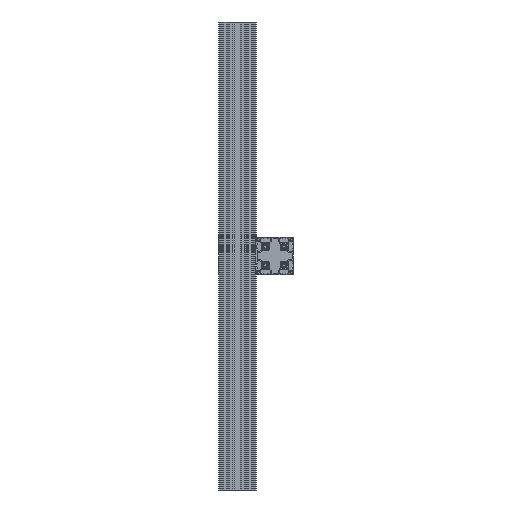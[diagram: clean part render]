
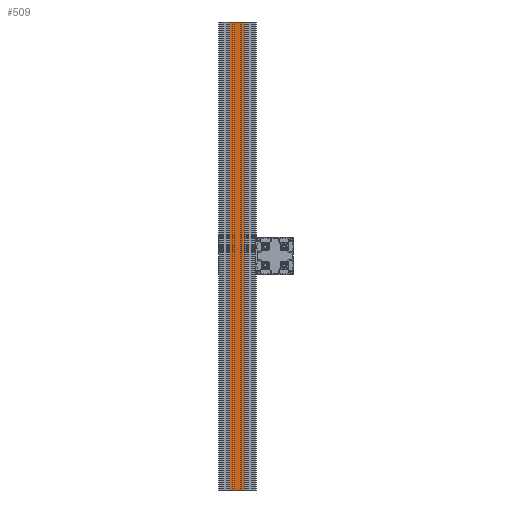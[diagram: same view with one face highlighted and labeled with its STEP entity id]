
A CAD part, left-side view. The second image highlights one B-rep face of the part: STEP entity #509.
In plain terms, the highlighted planar face has unit normal (-1, 0, 0).
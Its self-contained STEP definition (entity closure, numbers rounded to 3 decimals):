
#453=CARTESIAN_POINT('',(-40.,-15.9,1000.));
#454=VERTEX_POINT('',#453);
#461=CARTESIAN_POINT('',(-40.,-15.9,0.));
#462=VERTEX_POINT('',#461);
#463=CARTESIAN_POINT('',(-40.,-15.9,0.));
#464=DIRECTION('',(0.,0.,1.));
#465=VECTOR('',#464,10000.);
#466=LINE('',#463,#465);
#467=EDGE_CURVE('',#462,#454,#466,.T.);
#479=CARTESIAN_POINT('',(-40.,0.,0.));
#480=DIRECTION('',(-1.,0.,0.));
#481=DIRECTION('',(0.,-1.,0.));
#482=AXIS2_PLACEMENT_3D('',#479,#480,#481);
#483=PLANE('',#482);
#484=CARTESIAN_POINT('',(-40.,15.9,1000.));
#485=VERTEX_POINT('',#484);
#486=CARTESIAN_POINT('',(-40.,-302.1,1000.));
#487=DIRECTION('',(0.,1.,0.));
#488=VECTOR('',#487,318.);
#489=LINE('',#486,#488);
#490=EDGE_CURVE('',#454,#485,#489,.T.);
#491=ORIENTED_EDGE('',*,*,#490,.T.);
#492=CARTESIAN_POINT('',(-40.,15.9,0.));
#493=VERTEX_POINT('',#492);
#494=CARTESIAN_POINT('',(-40.,15.9,0.));
#495=DIRECTION('',(0.,0.,1.));
#496=VECTOR('',#495,10000.);
#497=LINE('',#494,#496);
#498=EDGE_CURVE('',#493,#485,#497,.T.);
#499=ORIENTED_EDGE('',*,*,#498,.F.);
#500=CARTESIAN_POINT('',(-40.,15.9,0.));
#501=DIRECTION('',(0.,-1.,0.));
#502=VECTOR('',#501,318.);
#503=LINE('',#500,#502);
#504=EDGE_CURVE('',#493,#462,#503,.T.);
#505=ORIENTED_EDGE('',*,*,#504,.T.);
#506=ORIENTED_EDGE('',*,*,#467,.T.);
#507=EDGE_LOOP('',(#491,#499,#505,#506));
#508=FACE_BOUND('',#507,.T.);
#509=ADVANCED_FACE('',(#508),#483,.T.);
